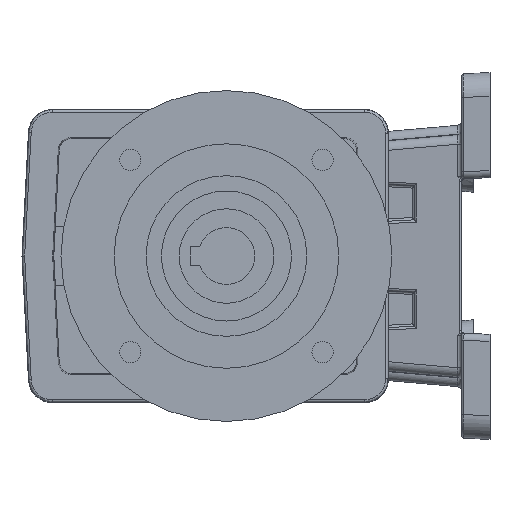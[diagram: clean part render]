
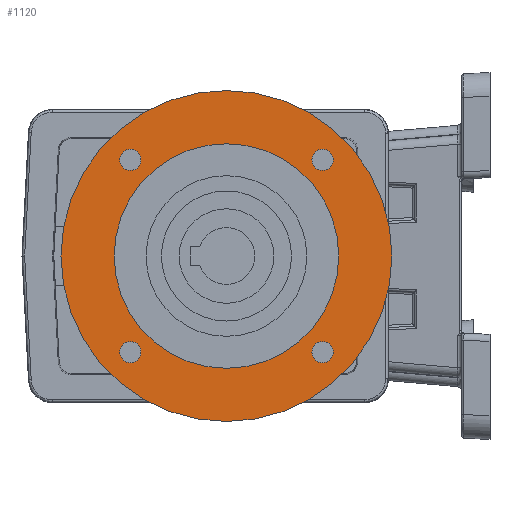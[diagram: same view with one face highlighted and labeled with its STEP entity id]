
A CAD part, left-side view. The second image highlights one B-rep face of the part: STEP entity #1120.
In plain terms, the highlighted planar face has unit normal (-1, 0, 0).
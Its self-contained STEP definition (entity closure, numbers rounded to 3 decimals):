
#1120 = ADVANCED_FACE( '', ( #2701, #2702, #2703, #2704, #2705, #2706 ), #2707, .F. );
#2701 = FACE_BOUND( '', #5970, .T. );
#2702 = FACE_BOUND( '', #5971, .T. );
#2703 = FACE_BOUND( '', #5972, .T. );
#2704 = FACE_BOUND( '', #5973, .T. );
#2705 = FACE_OUTER_BOUND( '', #5974, .T. );
#2706 = FACE_BOUND( '', #5975, .T. );
#2707 = PLANE( '', #5976 );
#5970 = EDGE_LOOP( '', ( #12581 ) );
#5971 = EDGE_LOOP( '', ( #12582 ) );
#5972 = EDGE_LOOP( '', ( #12583 ) );
#5973 = EDGE_LOOP( '', ( #12584 ) );
#5974 = EDGE_LOOP( '', ( #12585 ) );
#5975 = EDGE_LOOP( '', ( #12586 ) );
#5976 = AXIS2_PLACEMENT_3D( '', #12587, #12588, #12589 );
#12581 = ORIENTED_EDGE( '', *, *, #17929, .T. );
#12582 = ORIENTED_EDGE( '', *, *, #17930, .T. );
#12583 = ORIENTED_EDGE( '', *, *, #17843, .T. );
#12584 = ORIENTED_EDGE( '', *, *, #17128, .T. );
#12585 = ORIENTED_EDGE( '', *, *, #17931, .F. );
#12586 = ORIENTED_EDGE( '', *, *, #17486, .T. );
#12587 = CARTESIAN_POINT( '', ( -48.745, 11.5, 72.463 ) );
#12588 = DIRECTION( '', ( 1., 0., 0. ) );
#12589 = DIRECTION( '', ( 0., 1., 0. ) );
#17128 = EDGE_CURVE( '', #19643, #19643, #19644, .T. );
#17486 = EDGE_CURVE( '', #20240, #20240, #20241, .T. );
#17843 = EDGE_CURVE( '', #20811, #20811, #20812, .T. );
#17929 = EDGE_CURVE( '', #20938, #20938, #20939, .T. );
#17930 = EDGE_CURVE( '', #20940, #20940, #20941, .T. );
#17931 = EDGE_CURVE( '', #20942, #20942, #20943, .T. );
#19643 = VERTEX_POINT( '', #23433 );
#19644 = CIRCLE( '', #23434, 47.5 );
#20240 = VERTEX_POINT( '', #24444 );
#20241 = CIRCLE( '', #24445, 4.5 );
#20811 = VERTEX_POINT( '', #25506 );
#20812 = CIRCLE( '', #25507, 4.5 );
#20938 = VERTEX_POINT( '', #25711 );
#20939 = CIRCLE( '', #25712, 4.5 );
#20940 = VERTEX_POINT( '', #25713 );
#20941 = CIRCLE( '', #25714, 4.5 );
#20942 = VERTEX_POINT( '', #25715 );
#20943 = CIRCLE( '', #25716, 70. );
#23433 = CARTESIAN_POINT( '', ( -48.745, 11.5, 119.963 ) );
#23434 = AXIS2_PLACEMENT_3D( '', #29150, #29151, #29152 );
#24444 = CARTESIAN_POINT( '', ( -48.745, 52.159, 117.622 ) );
#24445 = AXIS2_PLACEMENT_3D( '', #29590, #29591, #29592 );
#25506 = CARTESIAN_POINT( '', ( -48.745, 56.659, 31.804 ) );
#25507 = AXIS2_PLACEMENT_3D( '', #30019, #30020, #30021 );
#25711 = CARTESIAN_POINT( '', ( -48.745, -33.659, 113.122 ) );
#25712 = AXIS2_PLACEMENT_3D( '', #30133, #30134, #30135 );
#25713 = CARTESIAN_POINT( '', ( -48.745, -29.159, 27.304 ) );
#25714 = AXIS2_PLACEMENT_3D( '', #30136, #30137, #30138 );
#25715 = CARTESIAN_POINT( '', ( -48.745, 11.5, 142.463 ) );
#25716 = AXIS2_PLACEMENT_3D( '', #30139, #30140, #30141 );
#29150 = CARTESIAN_POINT( '', ( -48.745, 11.5, 72.463 ) );
#29151 = DIRECTION( '', ( 1., 0., 0. ) );
#29152 = DIRECTION( '', ( 0., 0., 1. ) );
#29590 = CARTESIAN_POINT( '', ( -48.745, 52.159, 113.122 ) );
#29591 = DIRECTION( '', ( 1., 0., 0. ) );
#29592 = DIRECTION( '', ( 0., 0., 1. ) );
#30019 = CARTESIAN_POINT( '', ( -48.745, 52.159, 31.804 ) );
#30020 = DIRECTION( '', ( 1., 0., 0. ) );
#30021 = DIRECTION( '', ( 0., 1., 0. ) );
#30133 = CARTESIAN_POINT( '', ( -48.745, -29.159, 113.122 ) );
#30134 = DIRECTION( '', ( 1., 0., 0. ) );
#30135 = DIRECTION( '', ( 0., -1., 0. ) );
#30136 = CARTESIAN_POINT( '', ( -48.745, -29.159, 31.804 ) );
#30137 = DIRECTION( '', ( 1., 0., 0. ) );
#30138 = DIRECTION( '', ( 0., 0., -1. ) );
#30139 = CARTESIAN_POINT( '', ( -48.745, 11.5, 72.463 ) );
#30140 = DIRECTION( '', ( 1., 0., 0. ) );
#30141 = DIRECTION( '', ( 0., 0., 1. ) );
